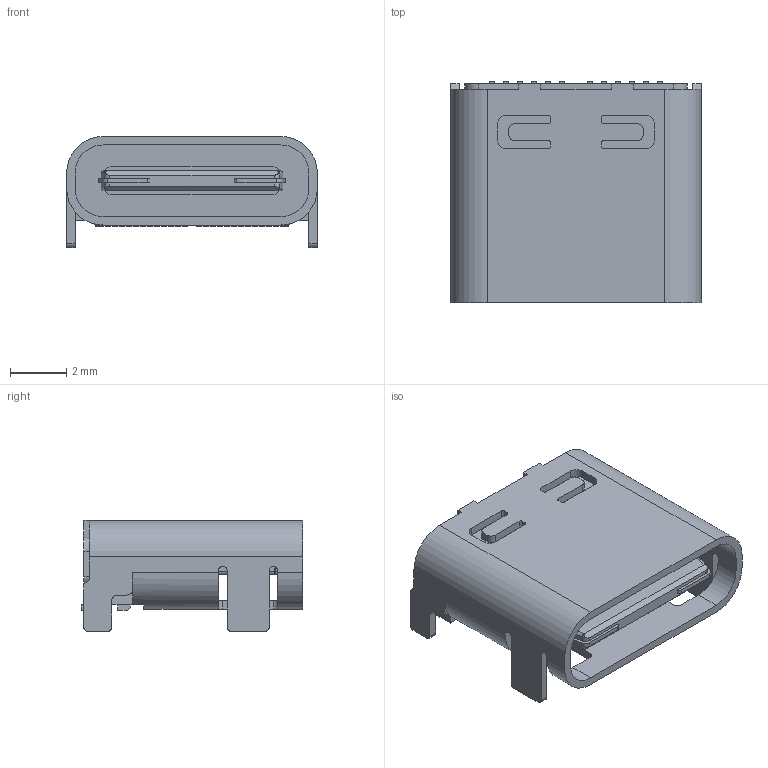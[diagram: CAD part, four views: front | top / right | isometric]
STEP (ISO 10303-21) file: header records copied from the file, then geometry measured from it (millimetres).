
FILE_DESCRIPTION(('FreeCAD Model'),'2;1');
FILE_NAME('SOLID.step', '2017-07-30T11:36:48',('kicad StepUp'),('ksu MCAD'), 'Open CASCADE STEP processor 6.8','FreeCAD','Unknown');
FILE_SCHEMA(('AUTOMOTIVE_DESIGN_CC2 { 1 2 10303 214 -1 1 5 4 }'));
Length unit declared in the file: millimetre
Products named in the file (2): ASSEMBLY; SOLID
Assembly tree (1 placements, depth 2):
  ASSEMBLY
    SOLID
Bounding box: 8.94 x 7.9 x 3.96 mm (x, y, z)
Volume: 129.7 mm3; surface area: 398.4 mm2
Topology: 1 solids, 1 shells, 397 faces, 1078 edges, 698 vertices
Faces by surface type: plane 257, cylinder 124, torus 8, bspline 4, sphere 4
Entity records: 12549 total; most frequent: CARTESIAN_POINT 2287, ORIENTED_EDGE 2156, DIRECTION 2126, EDGE_CURVE 1078, LINE 804, VECTOR 804, VERTEX_POINT 698, AXIS2_PLACEMENT_3D 661
